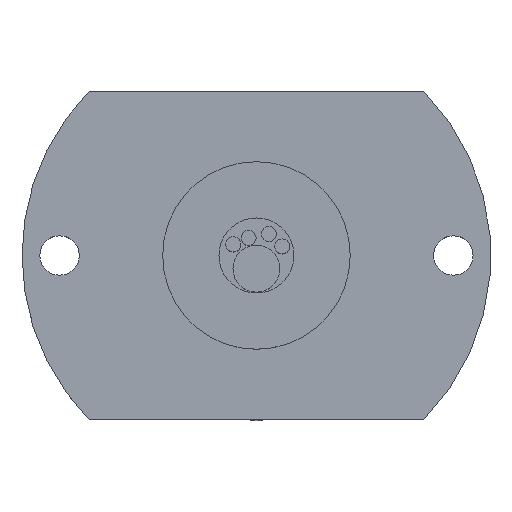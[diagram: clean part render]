
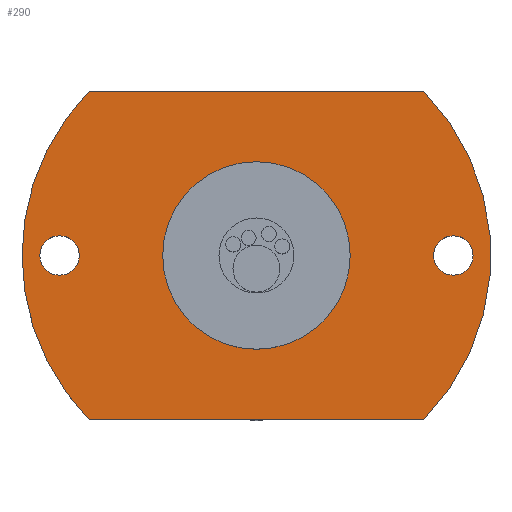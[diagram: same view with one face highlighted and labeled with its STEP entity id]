
A CAD part, top view. The second image highlights one B-rep face of the part: STEP entity #290.
In plain terms, the highlighted planar face has unit normal (0, 0, 1).
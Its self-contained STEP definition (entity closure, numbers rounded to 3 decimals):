
#3 = ORIENTED_EDGE ( 'NONE', *, *, #1276, .T. ) ;
#115 = EDGE_CURVE ( 'NONE', #1745, #233, #2333, .T. ) ;
#136 = DIRECTION ( 'NONE',  ( -1., 0., 0. ) ) ;
#181 = DIRECTION ( 'NONE',  ( 0., 0., 1. ) ) ;
#190 = VECTOR ( 'NONE', #831, 1000. ) ;
#233 = VERTEX_POINT ( 'NONE', #506 ) ;
#258 = DIRECTION ( 'NONE',  ( 0., 0., 1. ) ) ;
#290 = ADVANCED_FACE ( 'NONE', ( #2461, #3076, #438, #2375 ), #756, .T. ) ;
#302 = AXIS2_PLACEMENT_3D ( 'NONE', #1282, #3120, #1546 ) ;
#349 = CARTESIAN_POINT ( 'NONE',  ( -17.854, 17.5, 3. ) ) ;
#417 = EDGE_LOOP ( 'NONE', ( #1511, #1054 ) ) ;
#424 = VERTEX_POINT ( 'NONE', #1110 ) ;
#438 = FACE_BOUND ( 'NONE', #721, .T. ) ;
#462 = CIRCLE ( 'NONE', #3135, 2.1 ) ;
#487 = CARTESIAN_POINT ( 'NONE',  ( -21., 0., 3. ) ) ;
#506 = CARTESIAN_POINT ( 'NONE',  ( -17.854, -17.5, 3. ) ) ;
#512 = ORIENTED_EDGE ( 'NONE', *, *, #2713, .F. ) ;
#524 = AXIS2_PLACEMENT_3D ( 'NONE', #2558, #993, #2833 ) ;
#554 = ORIENTED_EDGE ( 'NONE', *, *, #3210, .T. ) ;
#571 = EDGE_CURVE ( 'NONE', #1426, #2825, #1636, .T. ) ;
#576 = CARTESIAN_POINT ( 'NONE',  ( -25., 0., 3. ) ) ;
#580 = AXIS2_PLACEMENT_3D ( 'NONE', #2930, #1364, #3197 ) ;
#706 = EDGE_CURVE ( 'NONE', #1012, #1181, #2088, .T. ) ;
#721 = EDGE_LOOP ( 'NONE', ( #2518, #2615 ) ) ;
#753 = CARTESIAN_POINT ( 'NONE',  ( -18.9, 0., 3. ) ) ;
#756 = PLANE ( 'NONE',  #302 ) ;
#831 = DIRECTION ( 'NONE',  ( 1., 0., 0. ) ) ;
#867 = VERTEX_POINT ( 'NONE', #349 ) ;
#896 = LINE ( 'NONE', #2667, #190 ) ;
#917 = CARTESIAN_POINT ( 'NONE',  ( -17.854, 17.5, 3. ) ) ;
#993 = DIRECTION ( 'NONE',  ( 0., 0., 1. ) ) ;
#1012 = VERTEX_POINT ( 'NONE', #3083 ) ;
#1054 = ORIENTED_EDGE ( 'NONE', *, *, #706, .F. ) ;
#1082 = CARTESIAN_POINT ( 'NONE',  ( -21., 0., 3. ) ) ;
#1110 = CARTESIAN_POINT ( 'NONE',  ( 23.1, 0., 3. ) ) ;
#1132 = CARTESIAN_POINT ( 'NONE',  ( 18.9, 0., 3. ) ) ;
#1181 = VERTEX_POINT ( 'NONE', #3252 ) ;
#1218 = CIRCLE ( 'NONE', #3031, 2.1 ) ;
#1276 = EDGE_CURVE ( 'NONE', #3152, #867, #1836, .T. ) ;
#1282 = CARTESIAN_POINT ( 'NONE',  ( 0., 0., 3. ) ) ;
#1313 = DIRECTION ( 'NONE',  ( 0., 0., 1. ) ) ;
#1350 = DIRECTION ( 'NONE',  ( 1., 0., 0. ) ) ;
#1364 = DIRECTION ( 'NONE',  ( 0., 0., 1. ) ) ;
#1426 = VERTEX_POINT ( 'NONE', #753 ) ;
#1483 = DIRECTION ( 'NONE',  ( 0., 0., 1. ) ) ;
#1511 = ORIENTED_EDGE ( 'NONE', *, *, #3004, .F. ) ;
#1515 = AXIS2_PLACEMENT_3D ( 'NONE', #3052, #1483, #3309 ) ;
#1527 = CARTESIAN_POINT ( 'NONE',  ( 21., 0., 3. ) ) ;
#1538 = CIRCLE ( 'NONE', #1973, 25. ) ;
#1546 = DIRECTION ( 'NONE',  ( 1., 0., 0. ) ) ;
#1612 = EDGE_CURVE ( 'NONE', #2825, #1426, #1218, .T. ) ;
#1623 = CIRCLE ( 'NONE', #524, 2.1 ) ;
#1636 = CIRCLE ( 'NONE', #2546, 2.1 ) ;
#1654 = DIRECTION ( 'NONE',  ( 1., 0., 0. ) ) ;
#1668 = ORIENTED_EDGE ( 'NONE', *, *, #2806, .T. ) ;
#1692 = DIRECTION ( 'NONE',  ( 0., 0., 1. ) ) ;
#1694 = EDGE_CURVE ( 'NONE', #233, #1967, #896, .T. ) ;
#1745 = VERTEX_POINT ( 'NONE', #576 ) ;
#1752 = CARTESIAN_POINT ( 'NONE',  ( 0., 0., 3. ) ) ;
#1789 = DIRECTION ( 'NONE',  ( -1., 0., 0. ) ) ;
#1828 = CARTESIAN_POINT ( 'NONE',  ( 0., 0., 3. ) ) ;
#1836 = LINE ( 'NONE', #917, #2453 ) ;
#1914 = EDGE_CURVE ( 'NONE', #424, #3266, #462, .T. ) ;
#1967 = VERTEX_POINT ( 'NONE', #2329 ) ;
#1973 = AXIS2_PLACEMENT_3D ( 'NONE', #2887, #1313, #3138 ) ;
#2009 = DIRECTION ( 'NONE',  ( 1., 0., 0. ) ) ;
#2036 = ORIENTED_EDGE ( 'NONE', *, *, #1914, .F. ) ;
#2088 = CIRCLE ( 'NONE', #580, 10. ) ;
#2098 = DIRECTION ( 'NONE',  ( 1., 0., 0. ) ) ;
#2234 = AXIS2_PLACEMENT_3D ( 'NONE', #1752, #181, #2009 ) ;
#2237 = ORIENTED_EDGE ( 'NONE', *, *, #115, .T. ) ;
#2329 = CARTESIAN_POINT ( 'NONE',  ( 17.854, -17.5, 3. ) ) ;
#2333 = CIRCLE ( 'NONE', #2234, 25. ) ;
#2348 = CARTESIAN_POINT ( 'NONE',  ( -23.1, 0., 3. ) ) ;
#2355 = CIRCLE ( 'NONE', #1515, 10. ) ;
#2375 = FACE_BOUND ( 'NONE', #417, .T. ) ;
#2413 = EDGE_LOOP ( 'NONE', ( #554, #2237, #3113, #1668, #3 ) ) ;
#2453 = VECTOR ( 'NONE', #136, 1000. ) ;
#2461 = FACE_BOUND ( 'NONE', #2631, .T. ) ;
#2518 = ORIENTED_EDGE ( 'NONE', *, *, #1612, .F. ) ;
#2546 = AXIS2_PLACEMENT_3D ( 'NONE', #487, #1692, #1654 ) ;
#2558 = CARTESIAN_POINT ( 'NONE',  ( 21., 0., 3. ) ) ;
#2615 = ORIENTED_EDGE ( 'NONE', *, *, #571, .F. ) ;
#2631 = EDGE_LOOP ( 'NONE', ( #512, #2036 ) ) ;
#2638 = AXIS2_PLACEMENT_3D ( 'NONE', #1828, #258, #2098 ) ;
#2667 = CARTESIAN_POINT ( 'NONE',  ( -17.854, -17.5, 3. ) ) ;
#2692 = CIRCLE ( 'NONE', #2638, 25. ) ;
#2713 = EDGE_CURVE ( 'NONE', #3266, #424, #1623, .T. ) ;
#2806 = EDGE_CURVE ( 'NONE', #1967, #3152, #2692, .T. ) ;
#2825 = VERTEX_POINT ( 'NONE', #2348 ) ;
#2833 = DIRECTION ( 'NONE',  ( -1., 0., 0. ) ) ;
#2887 = CARTESIAN_POINT ( 'NONE',  ( 0., 0., 3. ) ) ;
#2920 = DIRECTION ( 'NONE',  ( 0., 0., 1. ) ) ;
#2930 = CARTESIAN_POINT ( 'NONE',  ( 0., 0., 3. ) ) ;
#3004 = EDGE_CURVE ( 'NONE', #1181, #1012, #2355, .T. ) ;
#3031 = AXIS2_PLACEMENT_3D ( 'NONE', #1082, #2920, #1350 ) ;
#3052 = CARTESIAN_POINT ( 'NONE',  ( 0., 0., 3. ) ) ;
#3076 = FACE_OUTER_BOUND ( 'NONE', #2413, .T. ) ;
#3083 = CARTESIAN_POINT ( 'NONE',  ( 10., 0., 3. ) ) ;
#3113 = ORIENTED_EDGE ( 'NONE', *, *, #1694, .T. ) ;
#3120 = DIRECTION ( 'NONE',  ( 0., 0., 1. ) ) ;
#3135 = AXIS2_PLACEMENT_3D ( 'NONE', #1527, #3363, #1789 ) ;
#3138 = DIRECTION ( 'NONE',  ( 1., 0., 0. ) ) ;
#3152 = VERTEX_POINT ( 'NONE', #3358 ) ;
#3197 = DIRECTION ( 'NONE',  ( 1., 0., 0. ) ) ;
#3210 = EDGE_CURVE ( 'NONE', #867, #1745, #1538, .T. ) ;
#3252 = CARTESIAN_POINT ( 'NONE',  ( -10., 0., 3. ) ) ;
#3266 = VERTEX_POINT ( 'NONE', #1132 ) ;
#3309 = DIRECTION ( 'NONE',  ( 1., 0., 0. ) ) ;
#3358 = CARTESIAN_POINT ( 'NONE',  ( 17.854, 17.5, 3. ) ) ;
#3363 = DIRECTION ( 'NONE',  ( 0., 0., 1. ) ) ;
